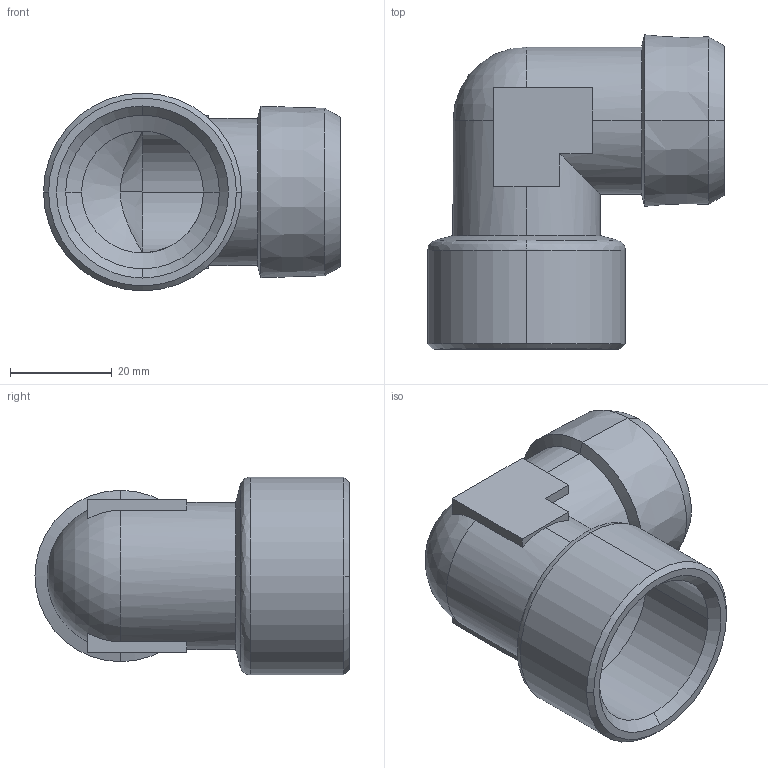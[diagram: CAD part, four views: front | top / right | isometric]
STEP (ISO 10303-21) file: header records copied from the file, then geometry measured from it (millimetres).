
FILE_DESCRIPTION (( 'STEP AP214' ), '1' );
FILE_NAME ('DRF.MF06_L.STEP', '2018-09-03T09:56:48', ( '' ), ( '' ), 'SwSTEP 2.0', 'SolidWorks 2018', '' );
FILE_SCHEMA (( 'AUTOMOTIVE_DESIGN' ));
Length unit declared in the file: millimetre
Products named in the file (1): DRF.MF06_L
Bounding box: 58.5 x 61.89 x 39 mm (x, y, z)
Volume: 27327.2 mm3; surface area: 16400.2 mm2
Topology: 1 solids, 1 shells, 54 faces, 139 edges, 86 vertices
Faces by surface type: cone 21, plane 16, cylinder 14, bspline 2, sphere 1
Entity records: 2218 total; most frequent: CARTESIAN_POINT 805, DIRECTION 293, ORIENTED_EDGE 274, EDGE_CURVE 137, AXIS2_PLACEMENT_3D 114, VERTEX_POINT 85, LINE 65, VECTOR 65
